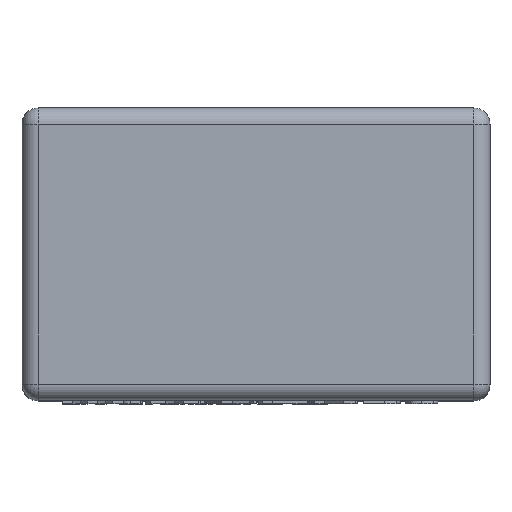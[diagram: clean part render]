
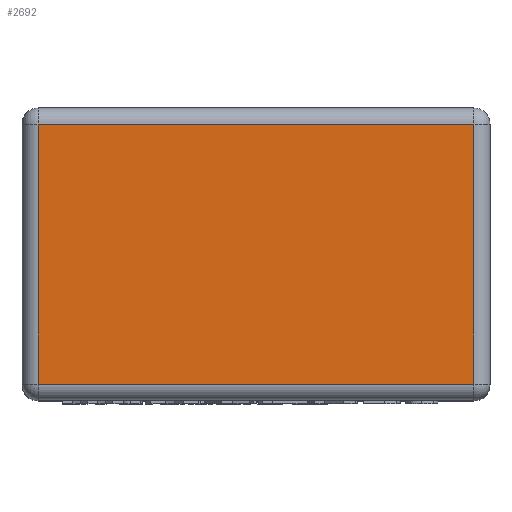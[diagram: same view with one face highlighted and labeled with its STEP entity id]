
A CAD part, top view. The second image highlights one B-rep face of the part: STEP entity #2692.
In plain terms, the highlighted planar face has unit normal (0, 0, 1).
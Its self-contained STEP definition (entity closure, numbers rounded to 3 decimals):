
#193 = VERTEX_POINT('',#194);
#194 = CARTESIAN_POINT('',(-3.35,2.,6.));
#201 = EDGE_CURVE('',#193,#202,#204,.T.);
#202 = VERTEX_POINT('',#203);
#203 = CARTESIAN_POINT('',(-3.35,-2.,6.));
#204 = LINE('',#205,#206);
#205 = CARTESIAN_POINT('',(-3.35,2.25,6.));
#206 = VECTOR('',#207,1.);
#207 = DIRECTION('',(0.,-1.,0.));
#2692 = ADVANCED_FACE('',(#2693),#2718,.T.);
#2693 = FACE_BOUND('',#2694,.T.);
#2694 = EDGE_LOOP('',(#2695,#2703,#2711,#2717));
#2695 = ORIENTED_EDGE('',*,*,#2696,.T.);
#2696 = EDGE_CURVE('',#202,#2697,#2699,.T.);
#2697 = VERTEX_POINT('',#2698);
#2698 = CARTESIAN_POINT('',(3.35,-2.,6.));
#2699 = LINE('',#2700,#2701);
#2700 = CARTESIAN_POINT('',(-3.6,-2.,6.));
#2701 = VECTOR('',#2702,1.);
#2702 = DIRECTION('',(1.,0.,0.));
#2703 = ORIENTED_EDGE('',*,*,#2704,.F.);
#2704 = EDGE_CURVE('',#2705,#2697,#2707,.T.);
#2705 = VERTEX_POINT('',#2706);
#2706 = CARTESIAN_POINT('',(3.35,2.,6.));
#2707 = LINE('',#2708,#2709);
#2708 = CARTESIAN_POINT('',(3.35,2.25,6.));
#2709 = VECTOR('',#2710,1.);
#2710 = DIRECTION('',(0.,-1.,0.));
#2711 = ORIENTED_EDGE('',*,*,#2712,.F.);
#2712 = EDGE_CURVE('',#193,#2705,#2713,.T.);
#2713 = LINE('',#2714,#2715);
#2714 = CARTESIAN_POINT('',(-3.6,2.,6.));
#2715 = VECTOR('',#2716,1.);
#2716 = DIRECTION('',(1.,0.,0.));
#2717 = ORIENTED_EDGE('',*,*,#201,.T.);
#2718 = PLANE('',#2719);
#2719 = AXIS2_PLACEMENT_3D('',#2720,#2721,#2722);
#2720 = CARTESIAN_POINT('',(-3.6,2.25,6.));
#2721 = DIRECTION('',(0.,0.,1.));
#2722 = DIRECTION('',(1.,0.,0.));
